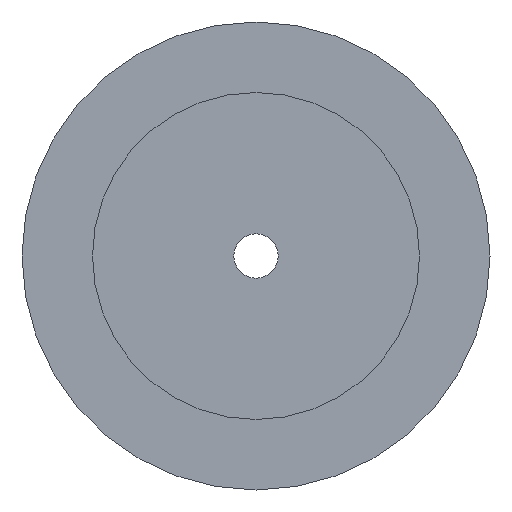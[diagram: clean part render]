
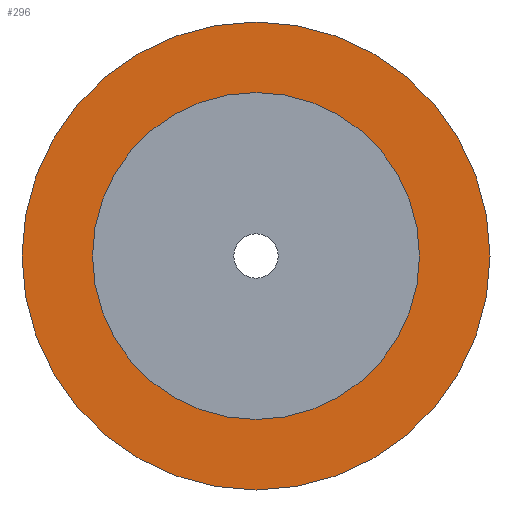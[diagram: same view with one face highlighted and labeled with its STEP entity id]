
A CAD part, front view. The second image highlights one B-rep face of the part: STEP entity #296.
In plain terms, the highlighted planar face has unit normal (0, -1, 0).
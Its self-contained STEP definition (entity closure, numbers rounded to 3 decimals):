
#18=FACE_BOUND('',#88,.T.);
#28=CIRCLE('',#329,37.5);
#29=CIRCLE('',#330,37.5);
#46=CIRCLE('',#356,26.2);
#47=CIRCLE('',#357,26.2);
#68=FACE_OUTER_BOUND('',#87,.T.);
#87=EDGE_LOOP('',(#269,#270));
#88=EDGE_LOOP('',(#271,#272));
#129=VERTEX_POINT('',#500);
#130=VERTEX_POINT('',#502);
#145=VERTEX_POINT('',#548);
#146=VERTEX_POINT('',#550);
#164=EDGE_CURVE('',#129,#130,#28,.T.);
#165=EDGE_CURVE('',#130,#129,#29,.T.);
#187=EDGE_CURVE('',#146,#145,#46,.T.);
#188=EDGE_CURVE('',#145,#146,#47,.T.);
#269=ORIENTED_EDGE('',*,*,#165,.F.);
#270=ORIENTED_EDGE('',*,*,#164,.F.);
#271=ORIENTED_EDGE('',*,*,#187,.T.);
#272=ORIENTED_EDGE('',*,*,#188,.T.);
#280=PLANE('',#358);
#296=ADVANCED_FACE('',(#68,#18),#280,.T.);
#329=AXIS2_PLACEMENT_3D('',#503,#392,#393);
#330=AXIS2_PLACEMENT_3D('',#504,#394,#395);
#356=AXIS2_PLACEMENT_3D('',#551,#451,#452);
#357=AXIS2_PLACEMENT_3D('',#552,#453,#454);
#358=AXIS2_PLACEMENT_3D('',#553,#455,#456);
#392=DIRECTION('center_axis',(0.,1.,0.));
#393=DIRECTION('ref_axis',(1.,0.,0.));
#394=DIRECTION('center_axis',(0.,1.,0.));
#395=DIRECTION('ref_axis',(1.,0.,0.));
#451=DIRECTION('center_axis',(0.,1.,0.));
#452=DIRECTION('ref_axis',(1.,0.,0.));
#453=DIRECTION('center_axis',(0.,1.,0.));
#454=DIRECTION('ref_axis',(1.,0.,0.));
#455=DIRECTION('center_axis',(0.,-1.,0.));
#456=DIRECTION('ref_axis',(0.,0.,-1.));
#500=CARTESIAN_POINT('',(37.5,0.,0.));
#502=CARTESIAN_POINT('',(-37.5,0.,0.));
#503=CARTESIAN_POINT('Origin',(0.,0.,0.));
#504=CARTESIAN_POINT('Origin',(0.,0.,0.));
#548=CARTESIAN_POINT('',(26.2,0.,0.));
#550=CARTESIAN_POINT('',(-26.2,0.,0.));
#551=CARTESIAN_POINT('Origin',(0.,0.,0.));
#552=CARTESIAN_POINT('Origin',(0.,0.,0.));
#553=CARTESIAN_POINT('Origin',(-37.5,0.,0.));
